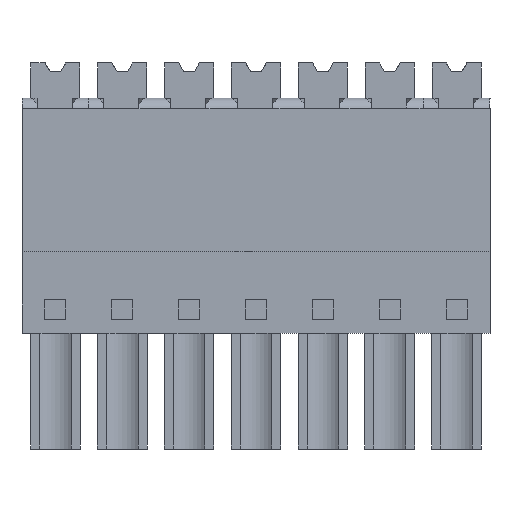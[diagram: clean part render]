
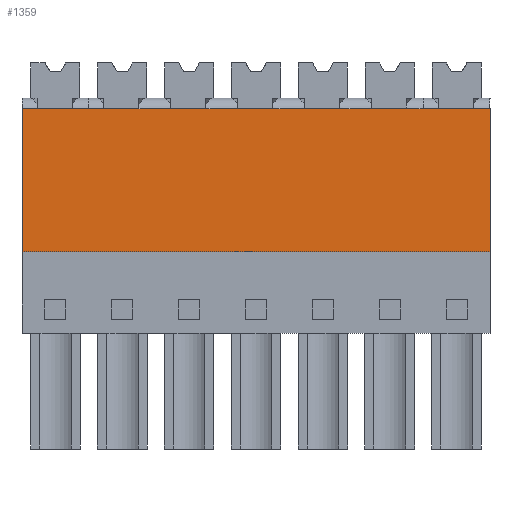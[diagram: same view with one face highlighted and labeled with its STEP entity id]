
A CAD part, front view. The second image highlights one B-rep face of the part: STEP entity #1359.
In plain terms, the highlighted planar face has unit normal (0, -1, 0).
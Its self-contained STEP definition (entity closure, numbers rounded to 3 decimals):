
#1339=AXIS2_PLACEMENT_3D('Plane Axis2P3D',#1336,#1337,#1338) ;
#91=CARTESIAN_POINT('Vertex',(0.,0.,11.25)) ;
#94=CARTESIAN_POINT('Line Origine',(0.,0.,15.325)) ;
#98=CARTESIAN_POINT('Vertex',(0.,0.,19.4)) ;
#1320=CARTESIAN_POINT('Vertex',(26.67,0.,11.25)) ;
#1323=CARTESIAN_POINT('Line Origine',(13.335,0.,11.25)) ;
#1336=CARTESIAN_POINT('Axis2P3D Location',(11.43,0.,11.25)) ;
#1341=CARTESIAN_POINT('Line Origine',(26.67,0.,15.325)) ;
#1345=CARTESIAN_POINT('Vertex',(26.67,0.,19.4)) ;
#1348=CARTESIAN_POINT('Line Origine',(13.335,0.,19.4)) ;
#95=DIRECTION('Vector Direction',(0.,0.,1.)) ;
#1324=DIRECTION('Vector Direction',(1.,0.,0.)) ;
#1337=DIRECTION('Axis2P3D Direction',(0.,1.,0.)) ;
#1338=DIRECTION('Axis2P3D XDirection',(0.,0.,1.)) ;
#1342=DIRECTION('Vector Direction',(0.,0.,1.)) ;
#1349=DIRECTION('Vector Direction',(1.,0.,0.)) ;
#96=VECTOR('Line Direction',#95,1.) ;
#1325=VECTOR('Line Direction',#1324,1.) ;
#1343=VECTOR('Line Direction',#1342,1.) ;
#1350=VECTOR('Line Direction',#1349,1.) ;
#1354=ORIENTED_EDGE('',*,*,#100,.F.) ;
#1355=ORIENTED_EDGE('',*,*,#1327,.T.) ;
#1356=ORIENTED_EDGE('',*,*,#1347,.T.) ;
#1357=ORIENTED_EDGE('',*,*,#1352,.F.) ;
#1359=ADVANCED_FACE('HOUSING',(#1358),#1340,.F.) ;
#100=EDGE_CURVE('',#92,#99,#97,.T.) ;
#1327=EDGE_CURVE('',#92,#1321,#1326,.T.) ;
#1347=EDGE_CURVE('',#1321,#1346,#1344,.T.) ;
#1352=EDGE_CURVE('',#99,#1346,#1351,.T.) ;
#1353=EDGE_LOOP('',(#1354,#1355,#1356,#1357)) ;
#1358=FACE_OUTER_BOUND('',#1353,.T.) ;
#97=LINE('Line',#94,#96) ;
#1326=LINE('Line',#1323,#1325) ;
#1344=LINE('Line',#1341,#1343) ;
#1351=LINE('Line',#1348,#1350) ;
#1340=PLANE('',#1339) ;
#92=VERTEX_POINT('',#91) ;
#99=VERTEX_POINT('',#98) ;
#1321=VERTEX_POINT('',#1320) ;
#1346=VERTEX_POINT('',#1345) ;
